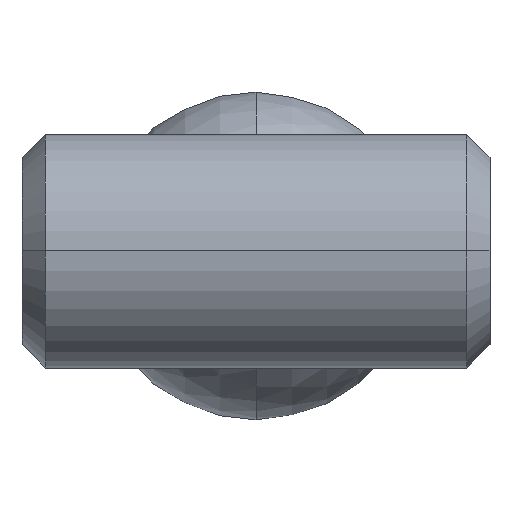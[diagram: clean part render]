
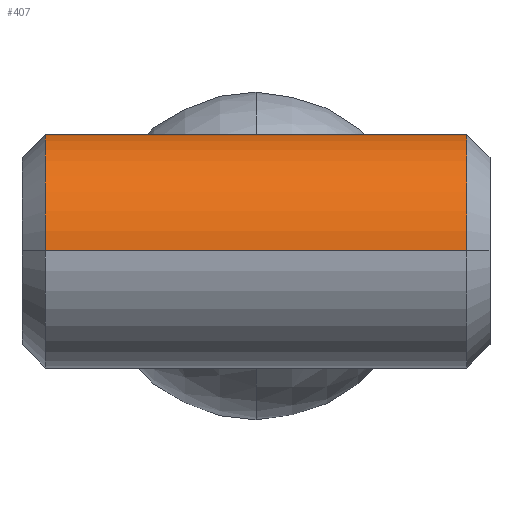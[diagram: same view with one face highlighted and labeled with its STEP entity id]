
A CAD part, top view. The second image highlights one B-rep face of the part: STEP entity #407.
In plain terms, the highlighted cylindrical face has radius 8 mm (diameter 16 mm), a partial arc.
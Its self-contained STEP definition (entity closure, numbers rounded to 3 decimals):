
#15 = DIRECTION ( 'NONE',  ( 0., 0., -1. ) ) ;
#24 = CARTESIAN_POINT ( 'NONE',  ( 6.4, 6.4, 90.45 ) ) ;
#25 = LINE ( 'NONE', #382, #263 ) ;
#44 = DIRECTION ( 'NONE',  ( 0., 0., 1. ) ) ;
#46 = CARTESIAN_POINT ( 'NONE',  ( -6.4, 6.4, 90.45 ) ) ;
#49 = DIRECTION ( 'NONE',  ( -1., 0., 0. ) ) ;
#50 = ORIENTED_EDGE ( 'NONE', *, *, #255, .T. ) ;
#52 = CARTESIAN_POINT ( 'NONE',  ( -6.4, 0., 95.25 ) ) ;
#58 = ORIENTED_EDGE ( 'NONE', *, *, #294, .F. ) ;
#63 = EDGE_CURVE ( 'NONE', #68, #121, #125, .T. ) ;
#64 = DIRECTION ( 'NONE',  ( 0., 0., -1. ) ) ;
#68 = VERTEX_POINT ( 'NONE', #210 ) ;
#70 = DIRECTION ( 'NONE',  ( 0., 0., -1. ) ) ;
#73 = DIRECTION ( 'NONE',  ( 0., 0., 1. ) ) ;
#83 = LINE ( 'NONE', #168, #130 ) ;
#94 = DIRECTION ( 'NONE',  ( -1., 0., 0. ) ) ;
#96 = VERTEX_POINT ( 'NONE', #217 ) ;
#116 = ORIENTED_EDGE ( 'NONE', *, *, #183, .T. ) ;
#117 = VERTEX_POINT ( 'NONE', #450 ) ;
#121 = VERTEX_POINT ( 'NONE', #295 ) ;
#123 = CARTESIAN_POINT ( 'NONE',  ( 16., 0., 95.25 ) ) ;
#125 = CIRCLE ( 'NONE', #126, 8. ) ;
#126 = AXIS2_PLACEMENT_3D ( 'NONE', #188, #333, #70 ) ;
#130 = VECTOR ( 'NONE', #438, 1000. ) ;
#132 = ORIENTED_EDGE ( 'NONE', *, *, #498, .T. ) ;
#133 = DIRECTION ( 'NONE',  ( -1., 0., 0. ) ) ;
#146 = AXIS2_PLACEMENT_3D ( 'NONE', #123, #49, #44 ) ;
#150 = VERTEX_POINT ( 'NONE', #24 ) ;
#153 = DIRECTION ( 'NONE',  ( -1., 0., 0. ) ) ;
#168 = CARTESIAN_POINT ( 'NONE',  ( 16., 6.4, 90.45 ) ) ;
#183 = EDGE_CURVE ( 'NONE', #221, #117, #435, .T. ) ;
#188 = CARTESIAN_POINT ( 'NONE',  ( 14.4, 0., 95.25 ) ) ;
#195 = CARTESIAN_POINT ( 'NONE',  ( -14.4, 0., 87.25 ) ) ;
#210 = CARTESIAN_POINT ( 'NONE',  ( 14.4, 0., 103.25 ) ) ;
#212 = CARTESIAN_POINT ( 'NONE',  ( 16., 0., 87.25 ) ) ;
#217 = CARTESIAN_POINT ( 'NONE',  ( -6.4, 0., 87.25 ) ) ;
#218 = CIRCLE ( 'NONE', #225, 8. ) ;
#221 = VERTEX_POINT ( 'NONE', #195 ) ;
#225 = AXIS2_PLACEMENT_3D ( 'NONE', #52, #318, #15 ) ;
#255 = EDGE_CURVE ( 'NONE', #355, #150, #391, .T. ) ;
#256 = EDGE_LOOP ( 'NONE', ( #475, #418, #50, #502, #132, #405, #116, #58 ) ) ;
#257 = CARTESIAN_POINT ( 'NONE',  ( -14.4, 0., 95.25 ) ) ;
#262 = CYLINDRICAL_SURFACE ( 'NONE', #146, 8. ) ;
#263 = VECTOR ( 'NONE', #153, 1000. ) ;
#294 = EDGE_CURVE ( 'NONE', #68, #117, #25, .T. ) ;
#295 = CARTESIAN_POINT ( 'NONE',  ( 14.4, 0., 87.25 ) ) ;
#305 = LINE ( 'NONE', #212, #365 ) ;
#318 = DIRECTION ( 'NONE',  ( -1., 0., 0. ) ) ;
#333 = DIRECTION ( 'NONE',  ( -1., 0., 0. ) ) ;
#345 = EDGE_CURVE ( 'NONE', #121, #355, #501, .T. ) ;
#347 = EDGE_CURVE ( 'NONE', #150, #348, #83, .T. ) ;
#348 = VERTEX_POINT ( 'NONE', #46 ) ;
#355 = VERTEX_POINT ( 'NONE', #473 ) ;
#365 = VECTOR ( 'NONE', #133, 1000. ) ;
#382 = CARTESIAN_POINT ( 'NONE',  ( 16., 0., 103.25 ) ) ;
#388 = CARTESIAN_POINT ( 'NONE',  ( 6.4, 0., 95.25 ) ) ;
#390 = FACE_OUTER_BOUND ( 'NONE', #256, .T. ) ;
#391 = CIRCLE ( 'NONE', #448, 8. ) ;
#399 = VECTOR ( 'NONE', #94, 1000. ) ;
#405 = ORIENTED_EDGE ( 'NONE', *, *, #504, .T. ) ;
#407 = ADVANCED_FACE ( 'NONE', ( #390 ), #262, .T. ) ;
#418 = ORIENTED_EDGE ( 'NONE', *, *, #345, .T. ) ;
#435 = CIRCLE ( 'NONE', #469, 8. ) ;
#438 = DIRECTION ( 'NONE',  ( -1., 0., 0. ) ) ;
#448 = AXIS2_PLACEMENT_3D ( 'NONE', #388, #463, #73 ) ;
#450 = CARTESIAN_POINT ( 'NONE',  ( -14.4, 0., 103.25 ) ) ;
#451 = DIRECTION ( 'NONE',  ( 1., 0., 0. ) ) ;
#463 = DIRECTION ( 'NONE',  ( 1., 0., 0. ) ) ;
#469 = AXIS2_PLACEMENT_3D ( 'NONE', #257, #451, #64 ) ;
#470 = CARTESIAN_POINT ( 'NONE',  ( 16., 0., 87.25 ) ) ;
#473 = CARTESIAN_POINT ( 'NONE',  ( 6.4, 0., 87.25 ) ) ;
#475 = ORIENTED_EDGE ( 'NONE', *, *, #63, .T. ) ;
#498 = EDGE_CURVE ( 'NONE', #348, #96, #218, .T. ) ;
#501 = LINE ( 'NONE', #470, #399 ) ;
#502 = ORIENTED_EDGE ( 'NONE', *, *, #347, .T. ) ;
#504 = EDGE_CURVE ( 'NONE', #96, #221, #305, .T. ) ;
